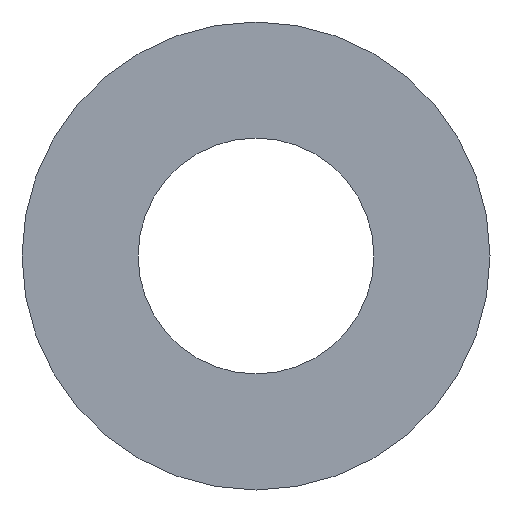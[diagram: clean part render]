
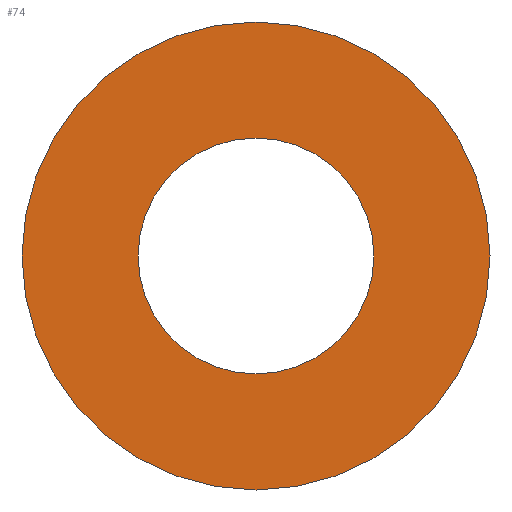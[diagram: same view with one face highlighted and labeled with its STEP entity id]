
A CAD part, left-side view. The second image highlights one B-rep face of the part: STEP entity #74.
In plain terms, the highlighted planar face has unit normal (-1, 0, 0).
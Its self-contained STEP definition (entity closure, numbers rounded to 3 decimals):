
#72 = EDGE_CURVE( '', #142, #84, #184, .T. );
#74 = ADVANCED_FACE( '', ( #186, #187 ), #188, .T. );
#78 = VERTEX_POINT( '', #192 );
#84 = VERTEX_POINT( '', #198 );
#106 = EDGE_CURVE( '', #78, #144, #226, .T. );
#142 = VERTEX_POINT( '', #267 );
#144 = VERTEX_POINT( '', #269 );
#156 = EDGE_CURVE( '', #144, #78, #281, .T. );
#158 = EDGE_CURVE( '', #84, #142, #283, .T. );
#184 = CIRCLE( '', #301, 51. );
#186 = FACE_BOUND( '', #303, .T. );
#187 = FACE_OUTER_BOUND( '', #304, .T. );
#188 = PLANE( '', #305 );
#192 = CARTESIAN_POINT( '', ( -50., 25.7, 0. ) );
#198 = CARTESIAN_POINT( '', ( -50., -51., 0. ) );
#226 = CIRCLE( '', #349, 25.7 );
#267 = CARTESIAN_POINT( '', ( -50., 51., 0. ) );
#269 = CARTESIAN_POINT( '', ( -50., -25.7, 0. ) );
#281 = CIRCLE( '', #420, 25.7 );
#283 = CIRCLE( '', #423, 51. );
#301 = AXIS2_PLACEMENT_3D( '', #439, #440, #441 );
#303 = EDGE_LOOP( '', ( #443, #444 ) );
#304 = EDGE_LOOP( '', ( #445, #446 ) );
#305 = AXIS2_PLACEMENT_3D( '', #447, #448, #449 );
#349 = AXIS2_PLACEMENT_3D( '', #505, #506, #507 );
#420 = AXIS2_PLACEMENT_3D( '', #559, #560, #561 );
#423 = AXIS2_PLACEMENT_3D( '', #562, #563, #564 );
#439 = CARTESIAN_POINT( '', ( -50., 0., 0. ) );
#440 = DIRECTION( '', ( -1., 0., 0. ) );
#441 = DIRECTION( '', ( 0., 1., 0. ) );
#443 = ORIENTED_EDGE( '', *, *, #106, .F. );
#444 = ORIENTED_EDGE( '', *, *, #156, .F. );
#445 = ORIENTED_EDGE( '', *, *, #72, .T. );
#446 = ORIENTED_EDGE( '', *, *, #158, .T. );
#447 = CARTESIAN_POINT( '', ( -50., 38.35, 0. ) );
#448 = DIRECTION( '', ( -1., 0., 0. ) );
#449 = DIRECTION( '', ( 0., 1., 0. ) );
#505 = CARTESIAN_POINT( '', ( -50., 0., 0. ) );
#506 = DIRECTION( '', ( -1., 0., 0. ) );
#507 = DIRECTION( '', ( 0., 1., 0. ) );
#559 = CARTESIAN_POINT( '', ( -50., 0., 0. ) );
#560 = DIRECTION( '', ( -1., 0., 0. ) );
#561 = DIRECTION( '', ( 0., 1., 0. ) );
#562 = CARTESIAN_POINT( '', ( -50., 0., 0. ) );
#563 = DIRECTION( '', ( -1., 0., 0. ) );
#564 = DIRECTION( '', ( 0., 1., 0. ) );
